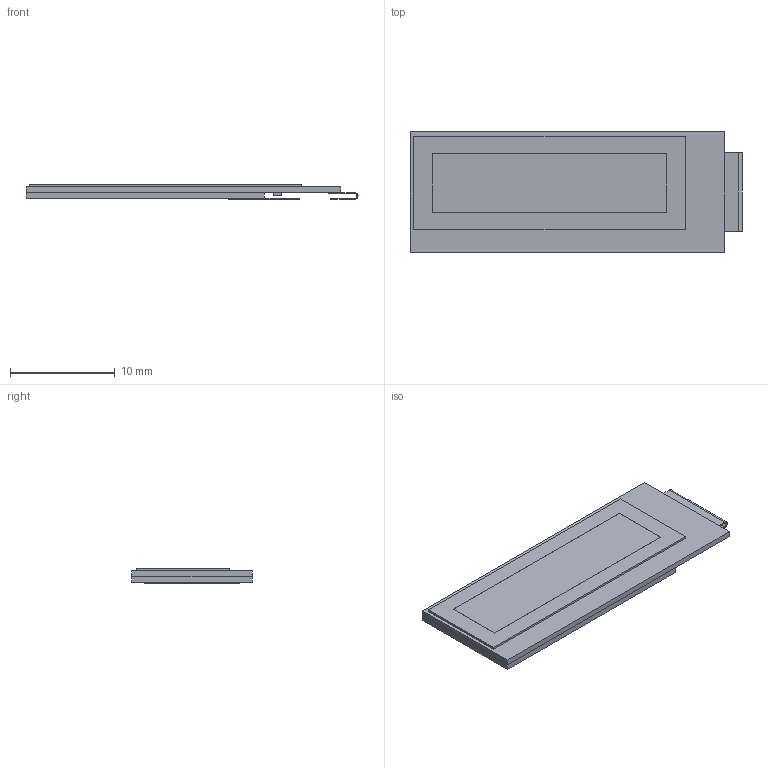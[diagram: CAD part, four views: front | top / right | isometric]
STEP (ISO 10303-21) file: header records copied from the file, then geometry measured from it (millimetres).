
FILE_DESCRIPTION(('FreeCAD Model'),'2;1');
FILE_NAME('Matrix_Union002.step','2021-07-08T14:22:56',('kicad StepUp'),('ksu MCAD' ),'Open CASCADE STEP processor 7.3','FreeCAD','Unknown');
FILE_SCHEMA(('AUTOMOTIVE_DESIGN { 1 0 10303 214 1 1 1 1 }'));
Length unit declared in the file: millimetre
Products named in the file (1): Matrix_Union002
Bounding box: 31.65 x 11.5 x 1.42 mm (x, y, z)
Volume: 392 mm3; surface area: 921.7 mm2
Topology: 1 solids, 1 shells, 198 faces, 575 edges, 382 vertices
Faces by surface type: plane 196, cylinder 2
Entity records: 7792 total; most frequent: CARTESIAN_POINT 1156, ORIENTED_EDGE 1150, DIRECTION 977, EDGE_CURVE 575, LINE 571, VECTOR 571, VERTEX_POINT 382, AXIS2_PLACEMENT_3D 203
